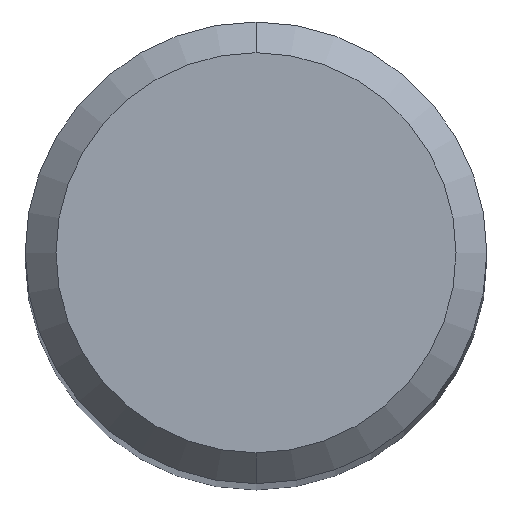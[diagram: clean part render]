
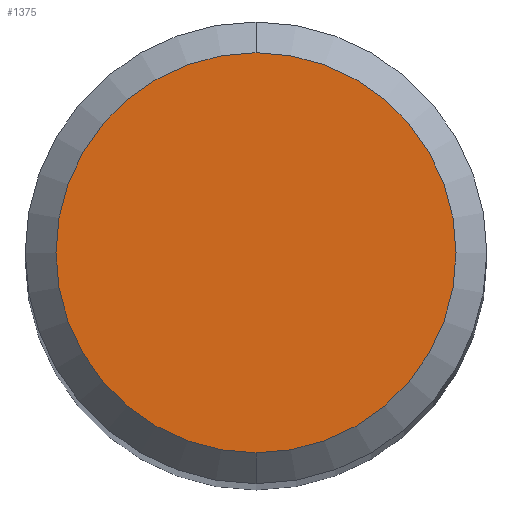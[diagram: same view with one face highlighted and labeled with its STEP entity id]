
A CAD part, top view. The second image highlights one B-rep face of the part: STEP entity #1375.
In plain terms, the highlighted planar face has unit normal (0, 0, 1).
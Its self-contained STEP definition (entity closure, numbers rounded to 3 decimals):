
#869=VERTEX_POINT('',#2545);
#1375=ADVANCED_FACE('',(#3095),#3096,.T.);
#1725=EDGE_CURVE('',#2379,#869,#3481,.T.);
#2035=EDGE_CURVE('',#869,#2379,#3824,.T.);
#2379=VERTEX_POINT('',#4196);
#2545=CARTESIAN_POINT('',(0.0,2.6,0.0));
#3095=FACE_OUTER_BOUND('',#9128,.T.);
#3096=PLANE('',#9129);
#3481=CIRCLE('',#11872,2.6);
#3824=CIRCLE('',#14476,2.6);
#4196=CARTESIAN_POINT('',(0.,-2.6,0.0));
#9128=EDGE_LOOP('',(#18242,#18243));
#9129=AXIS2_PLACEMENT_3D('',#18244,#18245,#18246);
#11872=AXIS2_PLACEMENT_3D('',#18623,#18624,#18625);
#14476=AXIS2_PLACEMENT_3D('',#19023,#19024,#19025);
#18242=ORIENTED_EDGE('',*,*,#2035,.F.);
#18243=ORIENTED_EDGE('',*,*,#1725,.F.);
#18244=CARTESIAN_POINT('',(0.0,1.3,0.0));
#18245=DIRECTION('',(-0.0,0.0,1.0));
#18246=DIRECTION('',(0.0,-1.0,0.0));
#18623=CARTESIAN_POINT('',(0.0,0.0,0.0));
#18624=DIRECTION('',(0.0,0.0,-1.0));
#18625=DIRECTION('',(0.0,1.0,0.0));
#19023=CARTESIAN_POINT('',(0.0,0.0,0.0));
#19024=DIRECTION('',(0.0,0.0,-1.0));
#19025=DIRECTION('',(0.0,1.0,0.0));
